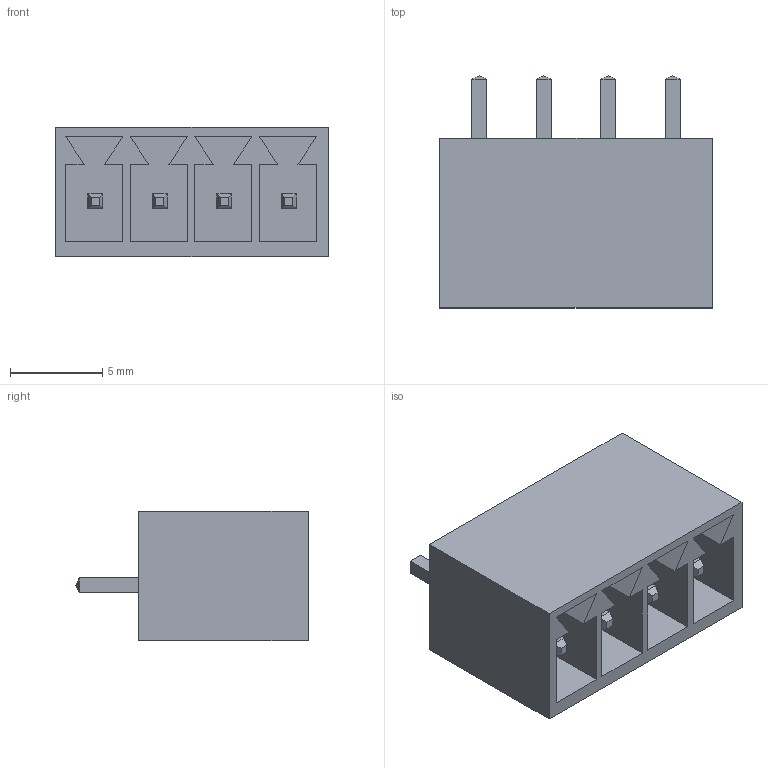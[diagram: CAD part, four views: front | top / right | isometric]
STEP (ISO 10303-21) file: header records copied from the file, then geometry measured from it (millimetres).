
FILE_DESCRIPTION (( 'STEP AP214' ), '1' );
FILE_NAME ('15EDGVC-3.5-04P.STEP', '2023-02-06T10:48:41', ( '' ), ( '' ), 'SwSTEP 2.0', 'SolidWorks 2019', '' );
FILE_SCHEMA (( 'AUTOMOTIVE_DESIGN' ));
Length unit declared in the file: millimetre
Products named in the file (1): 15EDGVC-3.5-04P
Bounding box: 14.8 x 12.6 x 7 mm (x, y, z)
Volume: 523.7 mm3; surface area: 1289.8 mm2
Topology: 1 solids, 1 shells, 110 faces, 252 edges, 156 vertices
Faces by surface type: plane 110
Entity records: 3770 total; most frequent: CARTESIAN_POINT 519, ORIENTED_EDGE 504, DIRECTION 474, LINE 252, VECTOR 252, EDGE_CURVE 252, VERTEX_POINT 156, EDGE_LOOP 122
